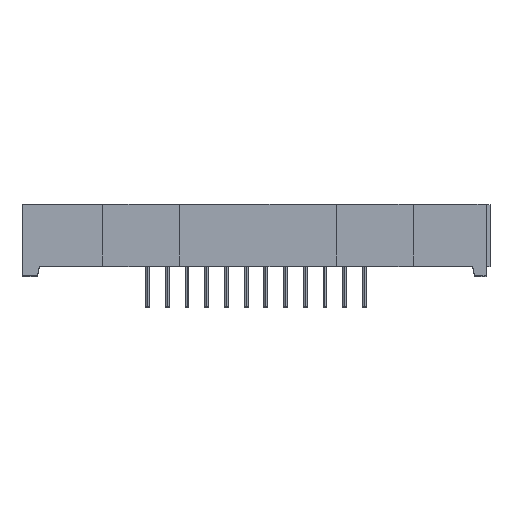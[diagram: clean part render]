
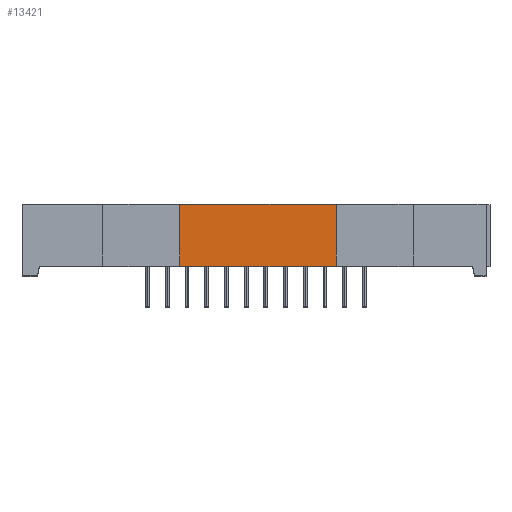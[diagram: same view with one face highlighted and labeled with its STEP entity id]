
A CAD part, top view. The second image highlights one B-rep face of the part: STEP entity #13421.
In plain terms, the highlighted planar face has unit normal (0, 0, 1).
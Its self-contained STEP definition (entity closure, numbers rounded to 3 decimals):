
#469 = EDGE_CURVE ( 'NONE', #470, #503, #5414, .T. ) ;
#470 = VERTEX_POINT ( 'NONE', #5410 ) ;
#503 = VERTEX_POINT ( 'NONE', #5446 ) ;
#5410 = CARTESIAN_POINT ( 'NONE',  ( 10.35, 4.6, 30.15 ) ) ;
#5411 = DIRECTION ( 'NONE',  ( -1., 0., 0. ) ) ;
#5412 = VECTOR ( 'NONE', #5411, 1000. ) ;
#5413 = CARTESIAN_POINT ( 'NONE',  ( 30.15, 4.6, 30.15 ) ) ;
#5414 = LINE ( 'NONE', #5413, #5412 ) ;
#5446 = CARTESIAN_POINT ( 'NONE',  ( -9.85, 4.6, 30.15 ) ) ;
#13146 = ORIENTED_EDGE ( 'NONE', *, *, #13392, .F. ) ;
#13384 = ORIENTED_EDGE ( 'NONE', *, *, #469, .T. ) ;
#13392 = EDGE_CURVE ( 'NONE', #14316, #503, #22711, .T. ) ;
#13393 = EDGE_LOOP ( 'NONE', ( #13394, #13395, #13384, #13146 ) ) ;
#13394 = ORIENTED_EDGE ( 'NONE', *, *, #14367, .T. ) ;
#13395 = ORIENTED_EDGE ( 'NONE', *, *, #13403, .T. ) ;
#13403 = EDGE_CURVE ( 'NONE', #14365, #470, #22706, .T. ) ;
#13421 = ADVANCED_FACE ( 'NONE', ( #22776 ), #22760, .F. ) ;
#14316 = VERTEX_POINT ( 'NONE', #25278 ) ;
#14365 = VERTEX_POINT ( 'NONE', #25332 ) ;
#14367 = EDGE_CURVE ( 'NONE', #14316, #14365, #25327, .T. ) ;
#22703 = DIRECTION ( 'NONE',  ( 0., 1., 0. ) ) ;
#22704 = VECTOR ( 'NONE', #22703, 1000. ) ;
#22705 = CARTESIAN_POINT ( 'NONE',  ( 10.35, -8.6, 30.15 ) ) ;
#22706 = LINE ( 'NONE', #22705, #22704 ) ;
#22708 = DIRECTION ( 'NONE',  ( 0., 1., 0. ) ) ;
#22709 = VECTOR ( 'NONE', #22708, 1000. ) ;
#22710 = CARTESIAN_POINT ( 'NONE',  ( -9.85, 0., 30.15 ) ) ;
#22711 = LINE ( 'NONE', #22710, #22709 ) ;
#22759 = AXIS2_PLACEMENT_3D ( 'NONE', #22822, #22821, #22820 ) ;
#22760 = PLANE ( 'NONE',  #22759 ) ;
#22776 = FACE_OUTER_BOUND ( 'NONE', #13393, .T. ) ;
#22820 = DIRECTION ( 'NONE',  ( -1., 0., 0. ) ) ;
#22821 = DIRECTION ( 'NONE',  ( 0., 0., -1. ) ) ;
#22822 = CARTESIAN_POINT ( 'NONE',  ( 30.15, 0., 30.15 ) ) ;
#25278 = CARTESIAN_POINT ( 'NONE',  ( -9.85, -3.35, 30.15 ) ) ;
#25324 = DIRECTION ( 'NONE',  ( 1., 0., 0. ) ) ;
#25325 = VECTOR ( 'NONE', #25324, 1000. ) ;
#25326 = CARTESIAN_POINT ( 'NONE',  ( 0., -3.35, 30.15 ) ) ;
#25327 = LINE ( 'NONE', #25326, #25325 ) ;
#25332 = CARTESIAN_POINT ( 'NONE',  ( 10.35, -3.35, 30.15 ) ) ;
